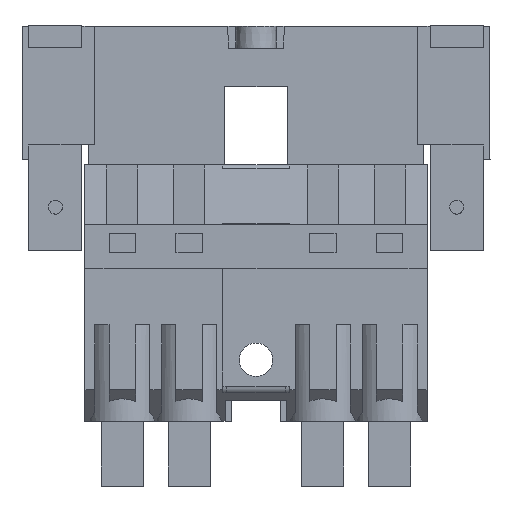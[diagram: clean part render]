
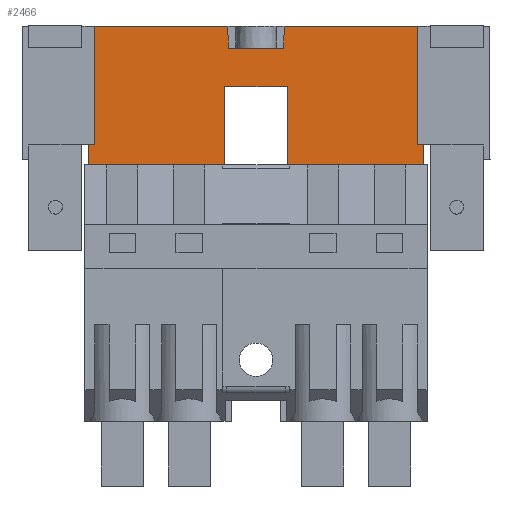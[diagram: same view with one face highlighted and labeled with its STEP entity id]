
A CAD part, front view. The second image highlights one B-rep face of the part: STEP entity #2466.
In plain terms, the highlighted planar face has unit normal (0, -1, 0).
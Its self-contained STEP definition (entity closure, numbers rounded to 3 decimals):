
#2311=AXIS2_PLACEMENT_3D('Plane Axis2P3D',#2308,#2309,#2310) ;
#2192=CARTESIAN_POINT('Vertex',(7.606,3.,36.6)) ;
#2195=CARTESIAN_POINT('Line Origine',(7.606,3.,37.74)) ;
#2199=CARTESIAN_POINT('Vertex',(7.606,3.,38.88)) ;
#2308=CARTESIAN_POINT('Axis2P3D Location',(30.93,3.,36.6)) ;
#2313=CARTESIAN_POINT('Line Origine',(37.8,3.,52.4)) ;
#2317=CARTESIAN_POINT('Vertex',(45.12,3.,52.4)) ;
#2319=CARTESIAN_POINT('Vertex',(30.48,3.,52.4)) ;
#2322=CARTESIAN_POINT('Line Origine',(30.175,3.,52.4)) ;
#2326=CARTESIAN_POINT('Vertex',(29.87,3.,52.4)) ;
#2329=CARTESIAN_POINT('Line Origine',(29.859,3.,51.15)) ;
#2333=CARTESIAN_POINT('Vertex',(29.848,3.,49.9)) ;
#2336=CARTESIAN_POINT('Line Origine',(26.67,3.,49.9)) ;
#2340=CARTESIAN_POINT('Vertex',(23.492,3.,49.9)) ;
#2343=CARTESIAN_POINT('Line Origine',(23.481,3.,51.15)) ;
#2347=CARTESIAN_POINT('Vertex',(23.47,3.,52.4)) ;
#2350=CARTESIAN_POINT('Line Origine',(23.165,3.,52.4)) ;
#2354=CARTESIAN_POINT('Vertex',(22.86,3.,52.4)) ;
#2357=CARTESIAN_POINT('Line Origine',(15.54,3.,52.4)) ;
#2361=CARTESIAN_POINT('Vertex',(8.22,3.,52.4)) ;
#2364=CARTESIAN_POINT('Line Origine',(8.22,3.,45.64)) ;
#2368=CARTESIAN_POINT('Vertex',(8.22,3.,38.88)) ;
#2371=CARTESIAN_POINT('Line Origine',(7.913,3.,38.88)) ;
#2376=CARTESIAN_POINT('Line Origine',(15.233,3.,36.6)) ;
#2380=CARTESIAN_POINT('Vertex',(22.86,3.,36.6)) ;
#2383=CARTESIAN_POINT('Line Origine',(22.985,3.,36.6)) ;
#2387=CARTESIAN_POINT('Vertex',(23.11,3.,36.6)) ;
#2390=CARTESIAN_POINT('Line Origine',(23.11,3.,41.05)) ;
#2394=CARTESIAN_POINT('Vertex',(23.11,3.,45.5)) ;
#2397=CARTESIAN_POINT('Line Origine',(26.67,3.,45.5)) ;
#2401=CARTESIAN_POINT('Vertex',(30.23,3.,45.5)) ;
#2404=CARTESIAN_POINT('Line Origine',(30.23,3.,41.05)) ;
#2408=CARTESIAN_POINT('Vertex',(30.23,3.,36.6)) ;
#2411=CARTESIAN_POINT('Line Origine',(30.355,3.,36.6)) ;
#2415=CARTESIAN_POINT('Vertex',(30.48,3.,36.6)) ;
#2418=CARTESIAN_POINT('Line Origine',(38.107,3.,36.6)) ;
#2422=CARTESIAN_POINT('Vertex',(45.734,3.,36.6)) ;
#2425=CARTESIAN_POINT('Line Origine',(45.734,3.,37.74)) ;
#2429=CARTESIAN_POINT('Vertex',(45.734,3.,38.88)) ;
#2432=CARTESIAN_POINT('Line Origine',(45.427,3.,38.88)) ;
#2436=CARTESIAN_POINT('Vertex',(45.12,3.,38.88)) ;
#2439=CARTESIAN_POINT('Line Origine',(45.12,3.,45.64)) ;
#2196=DIRECTION('Vector Direction',(0.,0.,-1.)) ;
#2309=DIRECTION('Axis2P3D Direction',(0.,-1.,0.)) ;
#2310=DIRECTION('Axis2P3D XDirection',(0.,0.,1.)) ;
#2314=DIRECTION('Vector Direction',(-1.,0.,0.)) ;
#2323=DIRECTION('Vector Direction',(1.,0.,0.)) ;
#2330=DIRECTION('Vector Direction',(0.009,0.,1.)) ;
#2337=DIRECTION('Vector Direction',(-1.,0.,0.)) ;
#2344=DIRECTION('Vector Direction',(-0.009,0.,1.)) ;
#2351=DIRECTION('Vector Direction',(-1.,0.,0.)) ;
#2358=DIRECTION('Vector Direction',(-1.,0.,0.)) ;
#2365=DIRECTION('Vector Direction',(0.,0.,-1.)) ;
#2372=DIRECTION('Vector Direction',(-1.,0.,0.)) ;
#2377=DIRECTION('Vector Direction',(-1.,0.,0.)) ;
#2384=DIRECTION('Vector Direction',(-1.,0.,0.)) ;
#2391=DIRECTION('Vector Direction',(0.,0.,1.)) ;
#2398=DIRECTION('Vector Direction',(1.,0.,0.)) ;
#2405=DIRECTION('Vector Direction',(0.,0.,1.)) ;
#2412=DIRECTION('Vector Direction',(1.,0.,0.)) ;
#2419=DIRECTION('Vector Direction',(-1.,0.,0.)) ;
#2426=DIRECTION('Vector Direction',(0.,0.,-1.)) ;
#2433=DIRECTION('Vector Direction',(1.,0.,0.)) ;
#2440=DIRECTION('Vector Direction',(0.,0.,-1.)) ;
#2197=VECTOR('Line Direction',#2196,1.) ;
#2315=VECTOR('Line Direction',#2314,1.) ;
#2324=VECTOR('Line Direction',#2323,1.) ;
#2331=VECTOR('Line Direction',#2330,1.) ;
#2338=VECTOR('Line Direction',#2337,1.) ;
#2345=VECTOR('Line Direction',#2344,1.) ;
#2352=VECTOR('Line Direction',#2351,1.) ;
#2359=VECTOR('Line Direction',#2358,1.) ;
#2366=VECTOR('Line Direction',#2365,1.) ;
#2373=VECTOR('Line Direction',#2372,1.) ;
#2378=VECTOR('Line Direction',#2377,1.) ;
#2385=VECTOR('Line Direction',#2384,1.) ;
#2392=VECTOR('Line Direction',#2391,1.) ;
#2399=VECTOR('Line Direction',#2398,1.) ;
#2406=VECTOR('Line Direction',#2405,1.) ;
#2413=VECTOR('Line Direction',#2412,1.) ;
#2420=VECTOR('Line Direction',#2419,1.) ;
#2427=VECTOR('Line Direction',#2426,1.) ;
#2434=VECTOR('Line Direction',#2433,1.) ;
#2441=VECTOR('Line Direction',#2440,1.) ;
#2445=ORIENTED_EDGE('',*,*,#2321,.T.) ;
#2446=ORIENTED_EDGE('',*,*,#2328,.F.) ;
#2447=ORIENTED_EDGE('',*,*,#2335,.T.) ;
#2448=ORIENTED_EDGE('',*,*,#2342,.T.) ;
#2449=ORIENTED_EDGE('',*,*,#2349,.T.) ;
#2450=ORIENTED_EDGE('',*,*,#2356,.F.) ;
#2451=ORIENTED_EDGE('',*,*,#2363,.T.) ;
#2452=ORIENTED_EDGE('',*,*,#2370,.T.) ;
#2453=ORIENTED_EDGE('',*,*,#2375,.T.) ;
#2454=ORIENTED_EDGE('',*,*,#2201,.T.) ;
#2455=ORIENTED_EDGE('',*,*,#2382,.F.) ;
#2456=ORIENTED_EDGE('',*,*,#2389,.F.) ;
#2457=ORIENTED_EDGE('',*,*,#2396,.T.) ;
#2458=ORIENTED_EDGE('',*,*,#2403,.T.) ;
#2459=ORIENTED_EDGE('',*,*,#2410,.F.) ;
#2460=ORIENTED_EDGE('',*,*,#2417,.T.) ;
#2461=ORIENTED_EDGE('',*,*,#2424,.F.) ;
#2462=ORIENTED_EDGE('',*,*,#2431,.F.) ;
#2463=ORIENTED_EDGE('',*,*,#2438,.F.) ;
#2464=ORIENTED_EDGE('',*,*,#2443,.F.) ;
#2466=ADVANCED_FACE('HOUSING',(#2465),#2312,.T.) ;
#2201=EDGE_CURVE('',#2200,#2193,#2198,.T.) ;
#2321=EDGE_CURVE('',#2318,#2320,#2316,.T.) ;
#2328=EDGE_CURVE('',#2327,#2320,#2325,.T.) ;
#2335=EDGE_CURVE('',#2327,#2334,#2332,.F.) ;
#2342=EDGE_CURVE('',#2334,#2341,#2339,.T.) ;
#2349=EDGE_CURVE('',#2341,#2348,#2346,.T.) ;
#2356=EDGE_CURVE('',#2355,#2348,#2353,.F.) ;
#2363=EDGE_CURVE('',#2355,#2362,#2360,.T.) ;
#2370=EDGE_CURVE('',#2362,#2369,#2367,.T.) ;
#2375=EDGE_CURVE('',#2369,#2200,#2374,.T.) ;
#2382=EDGE_CURVE('',#2381,#2193,#2379,.T.) ;
#2389=EDGE_CURVE('',#2388,#2381,#2386,.T.) ;
#2396=EDGE_CURVE('',#2388,#2395,#2393,.T.) ;
#2403=EDGE_CURVE('',#2395,#2402,#2400,.T.) ;
#2410=EDGE_CURVE('',#2409,#2402,#2407,.T.) ;
#2417=EDGE_CURVE('',#2409,#2416,#2414,.T.) ;
#2424=EDGE_CURVE('',#2423,#2416,#2421,.T.) ;
#2431=EDGE_CURVE('',#2430,#2423,#2428,.T.) ;
#2438=EDGE_CURVE('',#2437,#2430,#2435,.T.) ;
#2443=EDGE_CURVE('',#2318,#2437,#2442,.T.) ;
#2444=EDGE_LOOP('',(#2445,#2446,#2447,#2448,#2449,#2450,#2451,#2452,#2453,#2454,#2455,#2456,#2457,#2458,#2459,#2460,#2461,#2462,#2463,#2464)) ;
#2465=FACE_OUTER_BOUND('',#2444,.T.) ;
#2198=LINE('Line',#2195,#2197) ;
#2316=LINE('Line',#2313,#2315) ;
#2325=LINE('Line',#2322,#2324) ;
#2332=LINE('Line',#2329,#2331) ;
#2339=LINE('Line',#2336,#2338) ;
#2346=LINE('Line',#2343,#2345) ;
#2353=LINE('Line',#2350,#2352) ;
#2360=LINE('Line',#2357,#2359) ;
#2367=LINE('Line',#2364,#2366) ;
#2374=LINE('Line',#2371,#2373) ;
#2379=LINE('Line',#2376,#2378) ;
#2386=LINE('Line',#2383,#2385) ;
#2393=LINE('Line',#2390,#2392) ;
#2400=LINE('Line',#2397,#2399) ;
#2407=LINE('Line',#2404,#2406) ;
#2414=LINE('Line',#2411,#2413) ;
#2421=LINE('Line',#2418,#2420) ;
#2428=LINE('Line',#2425,#2427) ;
#2435=LINE('Line',#2432,#2434) ;
#2442=LINE('Line',#2439,#2441) ;
#2312=PLANE('',#2311) ;
#2193=VERTEX_POINT('',#2192) ;
#2200=VERTEX_POINT('',#2199) ;
#2318=VERTEX_POINT('',#2317) ;
#2320=VERTEX_POINT('',#2319) ;
#2327=VERTEX_POINT('',#2326) ;
#2334=VERTEX_POINT('',#2333) ;
#2341=VERTEX_POINT('',#2340) ;
#2348=VERTEX_POINT('',#2347) ;
#2355=VERTEX_POINT('',#2354) ;
#2362=VERTEX_POINT('',#2361) ;
#2369=VERTEX_POINT('',#2368) ;
#2381=VERTEX_POINT('',#2380) ;
#2388=VERTEX_POINT('',#2387) ;
#2395=VERTEX_POINT('',#2394) ;
#2402=VERTEX_POINT('',#2401) ;
#2409=VERTEX_POINT('',#2408) ;
#2416=VERTEX_POINT('',#2415) ;
#2423=VERTEX_POINT('',#2422) ;
#2430=VERTEX_POINT('',#2429) ;
#2437=VERTEX_POINT('',#2436) ;
